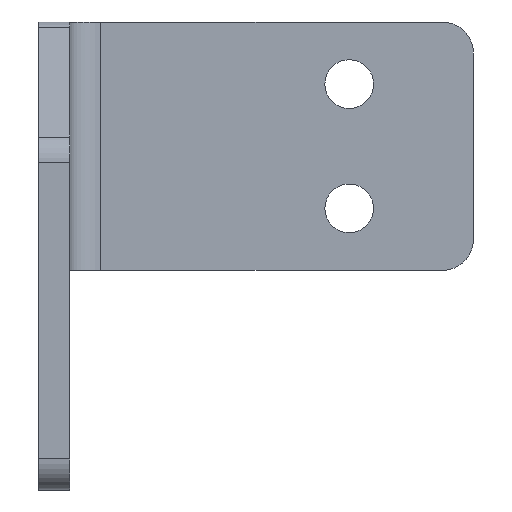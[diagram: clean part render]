
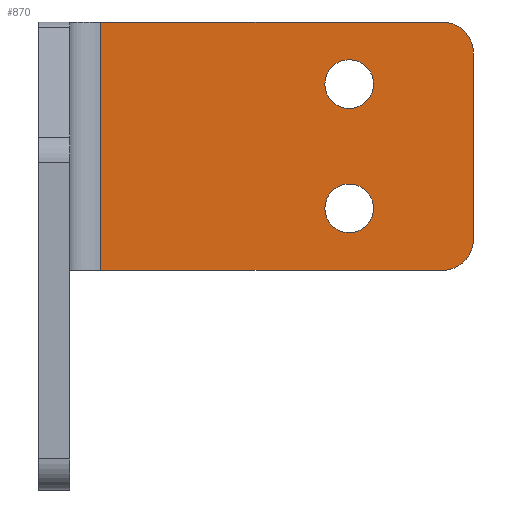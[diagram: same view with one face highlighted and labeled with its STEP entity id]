
A CAD part, front view. The second image highlights one B-rep face of the part: STEP entity #870.
In plain terms, the highlighted planar face has unit normal (0, -1, 0).
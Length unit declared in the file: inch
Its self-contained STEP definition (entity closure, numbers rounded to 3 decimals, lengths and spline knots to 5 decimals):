
#2 = DIRECTION ( 'NONE',  ( 0., 0., 1. ) ) ;
#31 = DIRECTION ( 'NONE',  ( 0., 0., 1. ) ) ;
#37 = ORIENTED_EDGE ( 'NONE', *, *, #214, .T. ) ;
#45 = DIRECTION ( 'NONE',  ( 0., 1., 0. ) ) ;
#52 = VECTOR ( 'NONE', #932, 39.37008 ) ;
#58 = CARTESIAN_POINT ( 'NONE',  ( 0., 0., 0. ) ) ;
#68 = DIRECTION ( 'NONE',  ( 0., 0., 1. ) ) ;
#98 = ORIENTED_EDGE ( 'NONE', *, *, #663, .T. ) ;
#107 = CARTESIAN_POINT ( 'NONE',  ( 1.625, 0., -0.875 ) ) ;
#125 = ORIENTED_EDGE ( 'NONE', *, *, #573, .T. ) ;
#162 = VERTEX_POINT ( 'NONE', #854 ) ;
#163 = DIRECTION ( 'NONE',  ( 0., 0., 1. ) ) ;
#169 = CIRCLE ( 'NONE', #640, 0.098 ) ;
#179 = ORIENTED_EDGE ( 'NONE', *, *, #479, .T. ) ;
#181 = AXIS2_PLACEMENT_3D ( 'NONE', #718, #45, #31 ) ;
#189 = CARTESIAN_POINT ( 'NONE',  ( 0., 0., -1. ) ) ;
#193 = CARTESIAN_POINT ( 'NONE',  ( 1.125, 0., -0.152 ) ) ;
#214 = EDGE_CURVE ( 'NONE', #322, #162, #808, .T. ) ;
#215 = VECTOR ( 'NONE', #291, 39.37008 ) ;
#231 = CARTESIAN_POINT ( 'NONE',  ( 0., 0., 0. ) ) ;
#232 = CARTESIAN_POINT ( 'NONE',  ( 0.125, 0., 0. ) ) ;
#262 = VECTOR ( 'NONE', #726, 39.37008 ) ;
#291 = DIRECTION ( 'NONE',  ( 1., 0., 0. ) ) ;
#322 = VERTEX_POINT ( 'NONE', #612 ) ;
#324 = LINE ( 'NONE', #706, #707 ) ;
#330 = CARTESIAN_POINT ( 'NONE',  ( 0.125, 0., 0. ) ) ;
#348 = ORIENTED_EDGE ( 'NONE', *, *, #1163, .T. ) ;
#349 = FACE_BOUND ( 'NONE', #1191, .T. ) ;
#360 = ORIENTED_EDGE ( 'NONE', *, *, #392, .F. ) ;
#392 = EDGE_CURVE ( 'NONE', #322, #784, #324, .T. ) ;
#418 = EDGE_CURVE ( 'NONE', #162, #944, #536, .T. ) ;
#423 = DIRECTION ( 'NONE',  ( 0., 1., 0. ) ) ;
#448 = FACE_BOUND ( 'NONE', #617, .T. ) ;
#479 = EDGE_CURVE ( 'NONE', #944, #1059, #556, .T. ) ;
#483 = CARTESIAN_POINT ( 'NONE',  ( 1.5, 0., -0.125 ) ) ;
#497 = CARTESIAN_POINT ( 'NONE',  ( 1.125, 0., -0.75 ) ) ;
#500 = CARTESIAN_POINT ( 'NONE',  ( 1.125, 0., -0.25 ) ) ;
#508 = ORIENTED_EDGE ( 'NONE', *, *, #418, .T. ) ;
#536 = LINE ( 'NONE', #58, #262 ) ;
#548 = DIRECTION ( 'NONE',  ( 0., 0., 1. ) ) ;
#553 = DIRECTION ( 'NONE',  ( 0., -1., 0. ) ) ;
#556 = LINE ( 'NONE', #232, #52 ) ;
#561 = CARTESIAN_POINT ( 'NONE',  ( 1.125, 0., -0.75 ) ) ;
#570 = LINE ( 'NONE', #189, #215 ) ;
#573 = EDGE_CURVE ( 'NONE', #1059, #1162, #570, .T. ) ;
#577 = ORIENTED_EDGE ( 'NONE', *, *, #716, .T. ) ;
#593 = CARTESIAN_POINT ( 'NONE',  ( 1.5, 0., -1. ) ) ;
#612 = CARTESIAN_POINT ( 'NONE',  ( 1.625, 0., -0.125 ) ) ;
#617 = EDGE_LOOP ( 'NONE', ( #1056, #348 ) ) ;
#633 = AXIS2_PLACEMENT_3D ( 'NONE', #500, #973, #2 ) ;
#640 = AXIS2_PLACEMENT_3D ( 'NONE', #561, #936, #68 ) ;
#649 = CARTESIAN_POINT ( 'NONE',  ( 0.125, 0., -1. ) ) ;
#663 = EDGE_CURVE ( 'NONE', #684, #1215, #169, .T. ) ;
#668 = CARTESIAN_POINT ( 'NONE',  ( 1.125, 0., -0.652 ) ) ;
#684 = VERTEX_POINT ( 'NONE', #668 ) ;
#699 = DIRECTION ( 'NONE',  ( 0., 0., -1. ) ) ;
#701 = CARTESIAN_POINT ( 'NONE',  ( 1.125, 0., -0.848 ) ) ;
#706 = CARTESIAN_POINT ( 'NONE',  ( 1.625, 0., 0. ) ) ;
#707 = VECTOR ( 'NONE', #699, 39.37008 ) ;
#716 = EDGE_CURVE ( 'NONE', #1215, #684, #742, .T. ) ;
#718 = CARTESIAN_POINT ( 'NONE',  ( 1.125, 0., -0.25 ) ) ;
#726 = DIRECTION ( 'NONE',  ( -1., 0., 0. ) ) ;
#742 = CIRCLE ( 'NONE', #901, 0.098 ) ;
#745 = EDGE_LOOP ( 'NONE', ( #360, #37, #508, #179, #125, #834 ) ) ;
#756 = CARTESIAN_POINT ( 'NONE',  ( 1.125, 0., -0.348 ) ) ;
#784 = VERTEX_POINT ( 'NONE', #107 ) ;
#808 = CIRCLE ( 'NONE', #1044, 0.125 ) ;
#830 = PLANE ( 'NONE',  #848 ) ;
#834 = ORIENTED_EDGE ( 'NONE', *, *, #968, .T. ) ;
#844 = CARTESIAN_POINT ( 'NONE',  ( 1.5, 0., -0.875 ) ) ;
#848 = AXIS2_PLACEMENT_3D ( 'NONE', #231, #423, #548 ) ;
#851 = EDGE_CURVE ( 'NONE', #1180, #1078, #1070, .T. ) ;
#854 = CARTESIAN_POINT ( 'NONE',  ( 1.5, 0., 0. ) ) ;
#862 = DIRECTION ( 'NONE',  ( 0., 0., 1. ) ) ;
#870 = ADVANCED_FACE ( 'NONE', ( #349, #448, #1012 ), #830, .F. ) ;
#891 = DIRECTION ( 'NONE',  ( 0., 0., 1. ) ) ;
#901 = AXIS2_PLACEMENT_3D ( 'NONE', #497, #1164, #891 ) ;
#929 = CIRCLE ( 'NONE', #1145, 0.125 ) ;
#932 = DIRECTION ( 'NONE',  ( 0., 0., -1. ) ) ;
#936 = DIRECTION ( 'NONE',  ( 0., 1., 0. ) ) ;
#944 = VERTEX_POINT ( 'NONE', #330 ) ;
#968 = EDGE_CURVE ( 'NONE', #1162, #784, #929, .T. ) ;
#973 = DIRECTION ( 'NONE',  ( 0., 1., 0. ) ) ;
#1012 = FACE_OUTER_BOUND ( 'NONE', #745, .T. ) ;
#1044 = AXIS2_PLACEMENT_3D ( 'NONE', #483, #1140, #862 ) ;
#1056 = ORIENTED_EDGE ( 'NONE', *, *, #851, .T. ) ;
#1059 = VERTEX_POINT ( 'NONE', #649 ) ;
#1070 = CIRCLE ( 'NONE', #181, 0.098 ) ;
#1078 = VERTEX_POINT ( 'NONE', #756 ) ;
#1140 = DIRECTION ( 'NONE',  ( 0., -1., 0. ) ) ;
#1145 = AXIS2_PLACEMENT_3D ( 'NONE', #844, #553, #163 ) ;
#1162 = VERTEX_POINT ( 'NONE', #593 ) ;
#1163 = EDGE_CURVE ( 'NONE', #1078, #1180, #1166, .T. ) ;
#1164 = DIRECTION ( 'NONE',  ( 0., 1., 0. ) ) ;
#1166 = CIRCLE ( 'NONE', #633, 0.098 ) ;
#1180 = VERTEX_POINT ( 'NONE', #193 ) ;
#1191 = EDGE_LOOP ( 'NONE', ( #98, #577 ) ) ;
#1215 = VERTEX_POINT ( 'NONE', #701 ) ;
